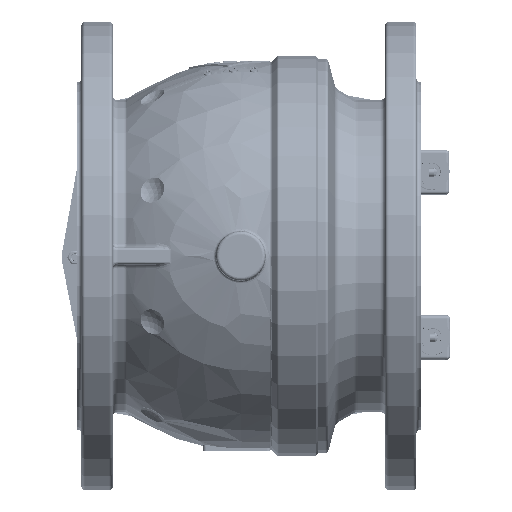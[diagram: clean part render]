
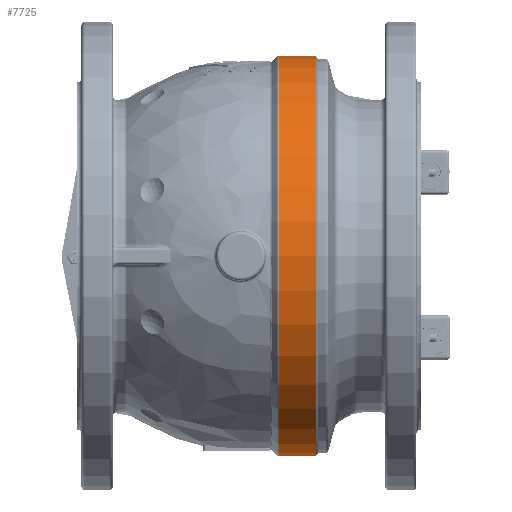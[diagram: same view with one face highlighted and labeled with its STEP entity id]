
A CAD part, front view. The second image highlights one B-rep face of the part: STEP entity #7725.
In plain terms, the highlighted cylindrical face has radius 122 mm (diameter 244 mm), a partial arc.
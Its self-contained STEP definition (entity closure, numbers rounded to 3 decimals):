
#7725=ADVANCED_FACE('',(#21969),#21970,.T.);
#21969=FACE_OUTER_BOUND('',#43722,.T.);
#21970=CYLINDRICAL_SURFACE('',#43723,122.0);
#43722=EDGE_LOOP('',(#71873,#71874,#71875,#71876,#71877));
#43723=AXIS2_PLACEMENT_3D('',#71878,#71879,#71880);
#71873=ORIENTED_EDGE('',*,*,#133712,.F.);
#71874=ORIENTED_EDGE('',*,*,#133685,.F.);
#71875=ORIENTED_EDGE('',*,*,#133713,.F.);
#71876=ORIENTED_EDGE('',*,*,#133714,.F.);
#71877=ORIENTED_EDGE('',*,*,#133715,.F.);
#71878=CARTESIAN_POINT('',(17.781,-22.25,-1.384));
#71879=DIRECTION('',(-1.0,0.,0.));
#71880=DIRECTION('',(0.,0.,1.0));
#133685=EDGE_CURVE('',#158246,#158248,#158249,.T.);
#133712=EDGE_CURVE('',#158248,#158291,#158292,.T.);
#133713=EDGE_CURVE('',#158293,#158246,#158294,.T.);
#133714=EDGE_CURVE('',#158295,#158293,#158296,.T.);
#133715=EDGE_CURVE('',#158291,#158295,#158297,.T.);
#158246=VERTEX_POINT('',#193645);
#158248=VERTEX_POINT('',#193647);
#158249=CIRCLE('',#193648,122.0);
#158291=VERTEX_POINT('',#193721);
#158292=LINE('',#193722,#193723);
#158293=VERTEX_POINT('',#193724);
#158294=CIRCLE('',#193725,122.0);
#158295=VERTEX_POINT('',#193726);
#158296=LINE('',#193727,#193728);
#158297=CIRCLE('',#193729,122.0);
#193645=CARTESIAN_POINT('',(6.152,-144.25,-1.384));
#193647=CARTESIAN_POINT('',(6.152,-22.25,120.616));
#193648=AXIS2_PLACEMENT_3D('',#243211,#243212,#243213);
#193721=CARTESIAN_POINT('',(28.876,-22.25,120.616));
#193722=CARTESIAN_POINT('',(17.781,-22.25,120.616));
#193723=VECTOR('',#243254,1.0);
#193724=CARTESIAN_POINT('',(6.152,-22.25,-123.384));
#193725=AXIS2_PLACEMENT_3D('',#243255,#243256,#243257);
#193726=CARTESIAN_POINT('',(28.876,-22.25,-123.384));
#193727=CARTESIAN_POINT('',(17.781,-22.25,-123.384));
#193728=VECTOR('',#243258,1.0);
#193729=AXIS2_PLACEMENT_3D('',#243259,#243260,#243261);
#243211=CARTESIAN_POINT('',(6.152,-22.25,-1.384));
#243212=DIRECTION('',(-1.0,0.,0.));
#243213=DIRECTION('',(0.,-1.0,0.));
#243254=DIRECTION('',(1.0,0.,0.));
#243255=CARTESIAN_POINT('',(6.152,-22.25,-1.384));
#243256=DIRECTION('',(-1.0,0.,0.));
#243257=DIRECTION('',(0.,-1.0,0.));
#243258=DIRECTION('',(-1.0,0.,0.));
#243259=CARTESIAN_POINT('',(28.876,-22.25,-1.384));
#243260=DIRECTION('',(1.0,0.,0.));
#243261=DIRECTION('',(0.,0.,-1.0));
